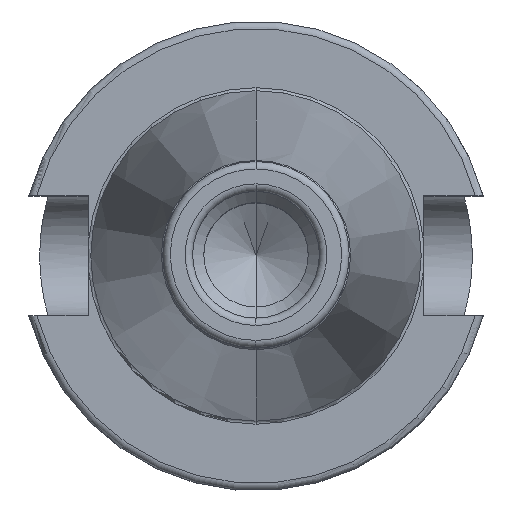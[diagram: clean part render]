
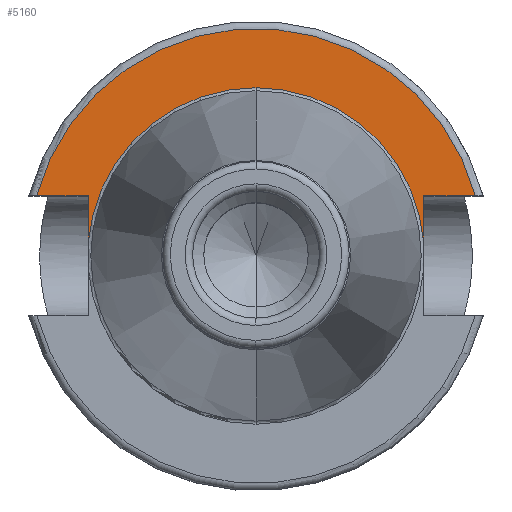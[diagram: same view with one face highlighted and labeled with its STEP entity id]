
A CAD part, top view. The second image highlights one B-rep face of the part: STEP entity #5160.
In plain terms, the highlighted planar face has unit normal (0, 0, 1).
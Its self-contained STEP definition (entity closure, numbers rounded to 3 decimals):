
#1467=CARTESIAN_POINT('',(0,0,10));
#1468=DIRECTION('',(0,0,1));
#1469=DIRECTION('',(0.965,0.264,0));
#1470=AXIS2_PLACEMENT_3D('',#1467,#1468,#1469);
#1517=DIRECTION('',(0,1,0));
#1518=VECTOR('',#1517,6.317);
#1519=CARTESIAN_POINT('',(-22.5,1.733,10));
#1520=LINE('',#1519,#1518);
#1521=DIRECTION('',(1,0,0));
#1522=VECTOR('',#1521,6.918);
#1523=CARTESIAN_POINT('',(-29.418,8.05,10));
#1524=LINE('',#1523,#1522);
#1525=DIRECTION('',(-1,0,0));
#1526=VECTOR('',#1525,6.918);
#1527=CARTESIAN_POINT('',(29.418,8.05,10));
#1528=LINE('',#1527,#1526);
#1529=DIRECTION('',(0,-1,0));
#1530=VECTOR('',#1529,6.317);
#1531=CARTESIAN_POINT('',(22.5,8.05,10));
#1532=LINE('',#1531,#1530);
#1542=CARTESIAN_POINT('',(0,0,10));
#1543=DIRECTION('',(0,0,1));
#1544=DIRECTION('',(0,1,0));
#1545=AXIS2_PLACEMENT_3D('',#1542,#1543,#1544);
#1576=CARTESIAN_POINT('',(0,0,10));
#1577=DIRECTION('',(0,0,-1));
#1578=DIRECTION('',(0,1,0));
#1579=AXIS2_PLACEMENT_3D('',#1576,#1577,#1578);
#2693=CARTESIAN_POINT('',(0,22.567,10));
#2695=VERTEX_POINT('',#2693);
#2809=CARTESIAN_POINT('',(-22.5,1.733,10));
#2810=CARTESIAN_POINT('',(-22.5,8.05,10));
#2811=VERTEX_POINT('',#2809);
#2812=VERTEX_POINT('',#2810);
#2813=CARTESIAN_POINT('',(-29.418,8.05,10));
#2814=VERTEX_POINT('',#2813);
#2815=CARTESIAN_POINT('',(22.5,8.05,10));
#2816=CARTESIAN_POINT('',(22.5,1.733,10));
#2817=VERTEX_POINT('',#2815);
#2818=VERTEX_POINT('',#2816);
#2825=CARTESIAN_POINT('',(29.418,8.05,10));
#2826=VERTEX_POINT('',#2825);
#5142=CARTESIAN_POINT('',(0,0,10));
#5143=DIRECTION('',(0,0,-1));
#5144=DIRECTION('',(0,-1,0));
#5145=AXIS2_PLACEMENT_3D('',#5142,#5143,#5144);
#5146=PLANE('',#5145);
#5147=ORIENTED_EDGE('',*,*,#4976,.T.);
#5148=ORIENTED_EDGE('',*,*,#4961,.F.);
#5149=ORIENTED_EDGE('',*,*,#5114,.F.);
#5151=ORIENTED_EDGE('',*,*,#5150,.T.);
#5153=ORIENTED_EDGE('',*,*,#5152,.T.);
#5155=ORIENTED_EDGE('',*,*,#5154,.F.);
#5157=ORIENTED_EDGE('',*,*,#5156,.T.);
#5158=EDGE_LOOP('',(#5147,#5148,#5149,#5151,#5153,#5155,#5157));
#5159=FACE_OUTER_BOUND('',#5158,.F.);
#5160=ADVANCED_FACE('',(#5159),#5146,.F.);
#1471=CIRCLE('',#1470,30.5);
#1546=CIRCLE('',#1545,22.567);
#1580=CIRCLE('',#1579,22.567);
#4961=EDGE_CURVE('',#2814,#2812,#1524,.T.);
#4976=EDGE_CURVE('',#2811,#2812,#1520,.T.);
#5114=EDGE_CURVE('',#2826,#2814,#1471,.T.);
#5150=EDGE_CURVE('',#2826,#2817,#1528,.T.);
#5152=EDGE_CURVE('',#2817,#2818,#1532,.T.);
#5154=EDGE_CURVE('',#2695,#2818,#1580,.T.);
#5156=EDGE_CURVE('',#2695,#2811,#1546,.T.);
